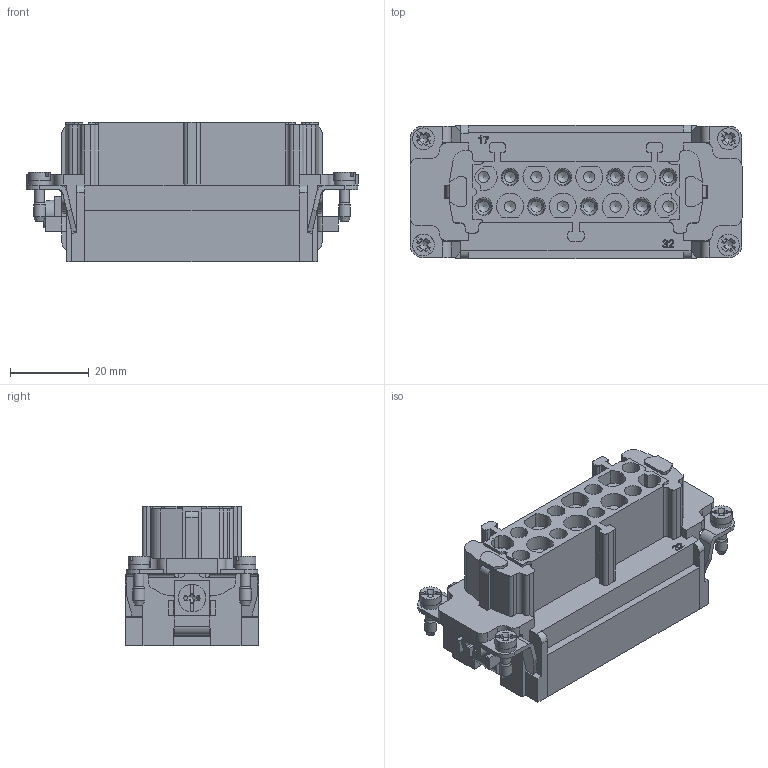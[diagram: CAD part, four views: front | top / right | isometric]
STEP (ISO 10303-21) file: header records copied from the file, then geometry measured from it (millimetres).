
FILE_DESCRIPTION(/* description */ (''),/* implementation_level */ '2;1');
FILE_NAME(/* name */ '100095043ugm000_e.stp',/* time_stamp */ '2018-11-26T15:34:27+01:00',/* author */ (''),/* organization */ (''),/* preprocessor_version */ 'ST-DEVELOPER v16.7',/* originating_system */ 'SIEMENS PLM Software NX 12.0',/* authorisation */ '');
FILE_SCHEMA (('AUTOMOTIVE_DESIGN { 1 0 10303 214 3 1 1 1 }'));
Length unit declared in the file: millimetre
Products named in the file (1): 100095043ugm000_e
Bounding box: 84.35 x 34 x 35.55 mm (x, y, z)
Volume: 53517.7 mm3; surface area: 21939.7 mm2
Topology: 1 solids, 1 shells, 1089 faces, 2960 edges, 1983 vertices
Faces by surface type: plane 760, cylinder 206, cone 81, extrusion 26, torus 16
Full cylindrical faces by diameter (mm): 0.501 x1, 0.592 x1, 2.13 x2, 2.285 x2, 2.5 x4, 2.85 x16, 3 x4, 3.05 x16, 3.242 x1, 5.34 x4, 5.4 x16, 5.5 x4, 7 x1
Entity records: 37905 total; most frequent: CARTESIAN_POINT 8150, ORIENTED_EDGE 5402, DIRECTION 5064, EDGE_CURVE 2701, VERTEX_POINT 1870, VECTOR 1850, LINE 1824, AXIS2_PLACEMENT_3D 1607
